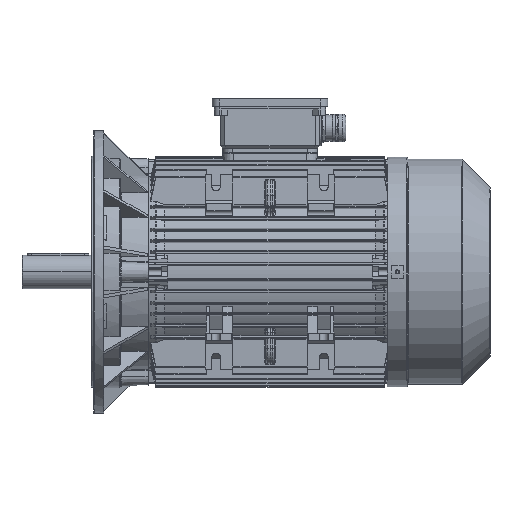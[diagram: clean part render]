
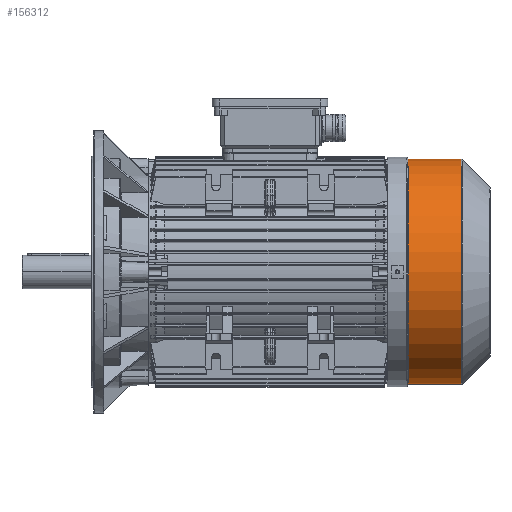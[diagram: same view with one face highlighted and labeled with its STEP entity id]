
A CAD part, front view. The second image highlights one B-rep face of the part: STEP entity #156312.
In plain terms, the highlighted cylindrical face has radius 219 mm (diameter 438 mm), a partial arc.
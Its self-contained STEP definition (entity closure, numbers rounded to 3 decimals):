
#6054 = CARTESIAN_POINT ( 'NONE',  ( 40.8, 0., 0. ) ) ;
#19645 = ORIENTED_EDGE ( 'NONE', *, *, #92427, .F. ) ;
#27771 = CARTESIAN_POINT ( 'NONE',  ( 40.8, 0., 219. ) ) ;
#28067 = CIRCLE ( 'NONE', #139522, 219. ) ;
#33191 = VECTOR ( 'NONE', #63065, 1000. ) ;
#39903 = EDGE_LOOP ( 'NONE', ( #19645, #105201, #209048, #103147 ) ) ;
#52656 = FACE_OUTER_BOUND ( 'NONE', #39903, .T. ) ;
#54863 = DIRECTION ( 'NONE',  ( -1., 0., 0. ) ) ;
#61104 = DIRECTION ( 'NONE',  ( 0., 0., 1. ) ) ;
#63065 = DIRECTION ( 'NONE',  ( -1., 0., 0. ) ) ;
#67443 = CIRCLE ( 'NONE', #88960, 219. ) ;
#71739 = DIRECTION ( 'NONE',  ( 0., 0., 1. ) ) ;
#75831 = CARTESIAN_POINT ( 'NONE',  ( 40.8, 0., -219. ) ) ;
#82190 = LINE ( 'NONE', #83325, #33191 ) ;
#83325 = CARTESIAN_POINT ( 'NONE',  ( 0., 0., 219. ) ) ;
#88960 = AXIS2_PLACEMENT_3D ( 'NONE', #6054, #93746, #61104 ) ;
#92427 = EDGE_CURVE ( 'NONE', #146763, #221637, #109383, .T. ) ;
#93746 = DIRECTION ( 'NONE',  ( 1., 0., 0. ) ) ;
#95116 = AXIS2_PLACEMENT_3D ( 'NONE', #173023, #54863, #71739 ) ;
#96170 = CARTESIAN_POINT ( 'NONE',  ( 144.182, 0., 219. ) ) ;
#103147 = ORIENTED_EDGE ( 'NONE', *, *, #195561, .T. ) ;
#105201 = ORIENTED_EDGE ( 'NONE', *, *, #216864, .T. ) ;
#109383 = LINE ( 'NONE', #195939, #132378 ) ;
#114967 = VERTEX_POINT ( 'NONE', #96170 ) ;
#119515 = EDGE_CURVE ( 'NONE', #114967, #166211, #82190, .T. ) ;
#125494 = DIRECTION ( 'NONE',  ( -1., 0., 0. ) ) ;
#132378 = VECTOR ( 'NONE', #140896, 1000. ) ;
#139522 = AXIS2_PLACEMENT_3D ( 'NONE', #213214, #125494, #161459 ) ;
#140896 = DIRECTION ( 'NONE',  ( -1., 0., 0. ) ) ;
#146763 = VERTEX_POINT ( 'NONE', #149663 ) ;
#149663 = CARTESIAN_POINT ( 'NONE',  ( 144.182, 0., -219. ) ) ;
#156312 = ADVANCED_FACE ( 'NONE', ( #52656 ), #171896, .T. ) ;
#161459 = DIRECTION ( 'NONE',  ( 0., 0., -1. ) ) ;
#166211 = VERTEX_POINT ( 'NONE', #27771 ) ;
#171896 = CYLINDRICAL_SURFACE ( 'NONE', #95116, 219. ) ;
#173023 = CARTESIAN_POINT ( 'NONE',  ( 0., 0., 0. ) ) ;
#195561 = EDGE_CURVE ( 'NONE', #166211, #221637, #67443, .T. ) ;
#195939 = CARTESIAN_POINT ( 'NONE',  ( 0., 0., -219. ) ) ;
#209048 = ORIENTED_EDGE ( 'NONE', *, *, #119515, .T. ) ;
#213214 = CARTESIAN_POINT ( 'NONE',  ( 144.182, 0., 0. ) ) ;
#216864 = EDGE_CURVE ( 'NONE', #146763, #114967, #28067, .T. ) ;
#221637 = VERTEX_POINT ( 'NONE', #75831 ) ;
